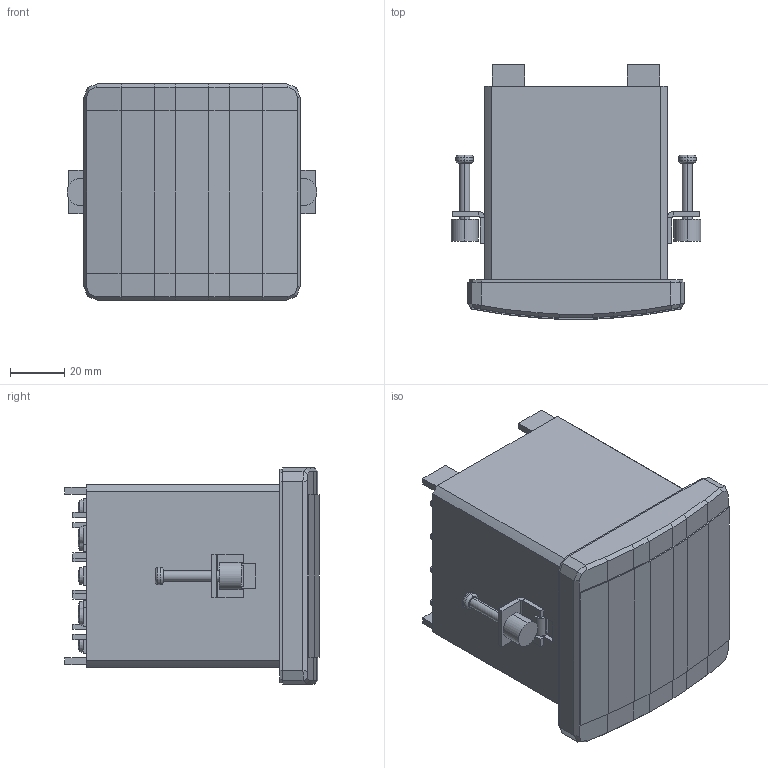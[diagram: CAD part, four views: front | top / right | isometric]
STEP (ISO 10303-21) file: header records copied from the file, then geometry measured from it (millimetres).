
FILE_DESCRIPTION (( 'STEP AP214' ), '1' );
FILE_NAME ('BD-24AE-J.step', '2019-03-26T15:45:54', ( '' ), ( '' ), 'SwSTEP 2.0', 'SolidWorks 2018', '' );
FILE_SCHEMA (( 'AUTOMOTIVE_DESIGN' ));
Length unit declared in the file: inch
Products named in the file (1): BD-24AE-J
Bounding box: 92.3 x 94 x 80 mm (x, y, z)
Volume: 411372.6 mm3; surface area: 42161.2 mm2
Topology: 5 solids, 5 shells, 493 faces, 1202 edges, 764 vertices
Faces by surface type: plane 366, cylinder 88, cone 16, bspline 15, torus 8
Entity records: 14551 total; most frequent: CARTESIAN_POINT 3017, ORIENTED_EDGE 2404, DIRECTION 2258, EDGE_CURVE 1202, VECTOR 884, LINE 884, VERTEX_POINT 764, AXIS2_PLACEMENT_3D 687
